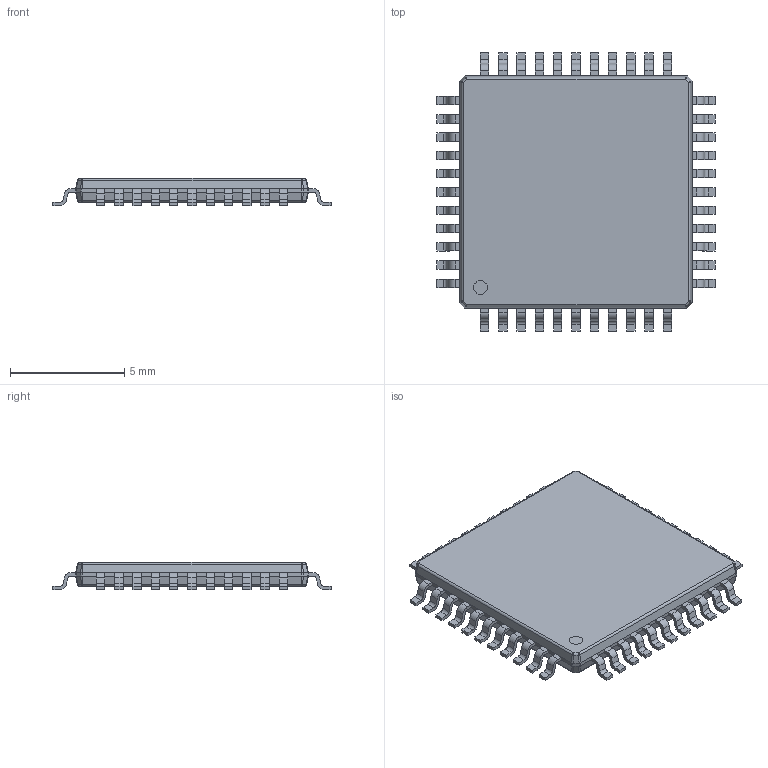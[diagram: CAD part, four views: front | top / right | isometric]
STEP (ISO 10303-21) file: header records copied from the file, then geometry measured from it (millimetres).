
FILE_DESCRIPTION(('STEP AP214'), '1');
FILE_NAME('MS-026ACB', '2016-05-13T22:16:40', ('Nobody'), (''), 'ASCON STEP Converter 1.3', 'ASCON Math Kernel', '');
FILE_SCHEMA(('AUTOMOTIVE_DESIGN { 1 0 10303 214 3 1 1}'));
Length unit declared in the file: millimetre
Bounding box: 12.2 x 12.2 x 1.2 mm (x, y, z)
Volume: 111.2 mm3; surface area: 319.7 mm2
Topology: 45 solids, 45 shells, 698 faces, 1938 edges, 1359 vertices
Faces by surface type: plane 467, cylinder 215, bspline 16
Entity records: 28182 total; most frequent: CARTESIAN_POINT 4086, DIRECTION 3759, ORIENTED_EDGE 3492, EDGE_CURVE 1746, LINE 1415, VECTOR 1415, AXIS2_PLACEMENT_3D 1172, VERTEX_POINT 1139
